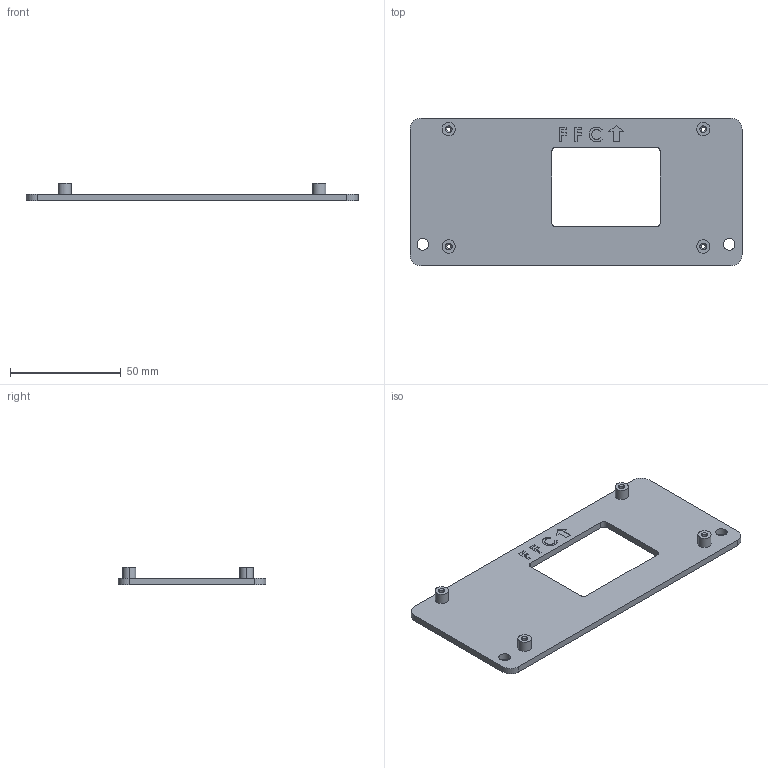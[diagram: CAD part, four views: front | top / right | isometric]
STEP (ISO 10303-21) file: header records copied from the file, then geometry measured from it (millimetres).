
FILE_DESCRIPTION (( 'STEP AP214' ), '1' );
FILE_NAME ('OAK-FFC-4P POE adapter_20230522.STEP', '2023-05-23T01:54:24', ( '' ), ( '' ), 'SwSTEP 2.0', 'SolidWorks 2022', '' );
FILE_SCHEMA (( 'AUTOMOTIVE_DESIGN' ));
Length unit declared in the file: millimetre
Products named in the file (1): OAK-FFC-4P POE adapter_20230522
Bounding box: 150 x 66.7 x 8 mm (x, y, z)
Volume: 24984.5 mm3; surface area: 18810 mm2
Topology: 1 solids, 1 shells, 91 faces, 235 edges, 154 vertices
Faces by surface type: plane 47, cylinder 28, cone 8, bspline 8
Entity records: 3375 total; most frequent: CARTESIAN_POINT 1081, ORIENTED_EDGE 470, DIRECTION 451, EDGE_CURVE 235, VECTOR 155, LINE 155, VERTEX_POINT 154, AXIS2_PLACEMENT_3D 148
